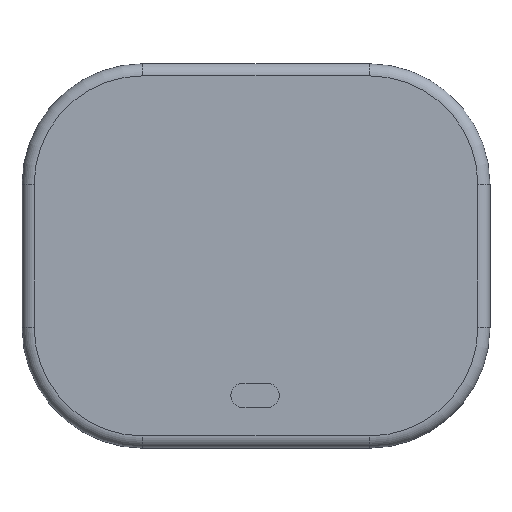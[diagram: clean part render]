
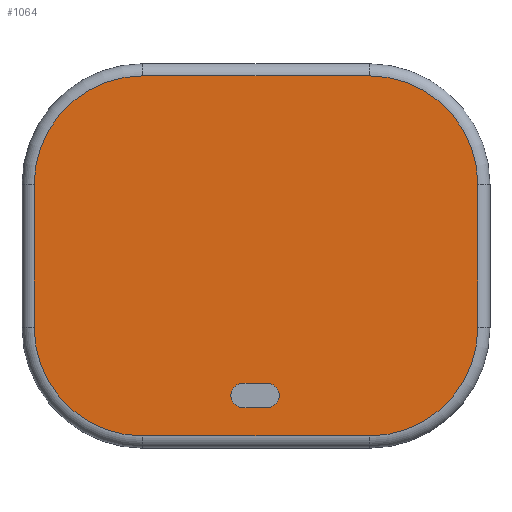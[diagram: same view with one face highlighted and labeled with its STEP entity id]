
A CAD part, top view. The second image highlights one B-rep face of the part: STEP entity #1064.
In plain terms, the highlighted planar face has unit normal (0, 0, 1).
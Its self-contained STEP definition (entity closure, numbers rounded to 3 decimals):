
#944=CARTESIAN_POINT('',(0.,0.,30.));
#945=DIRECTION('',(0.,0.,-1.));
#946=DIRECTION('',(0.,-1.,0.));
#947=AXIS2_PLACEMENT_3D('',#944,#945,#946);
#948=PLANE('',#947);
#949=CARTESIAN_POINT('',(-91.79,-29.48,30.));
#950=VERTEX_POINT('',#949);
#951=CARTESIAN_POINT('',(-46.79,-74.48,30.));
#952=VERTEX_POINT('',#951);
#953=CARTESIAN_POINT('',(-46.79,-29.48,30.));
#954=DIRECTION('',(-0.,-0.,1.));
#955=DIRECTION('',(-1.,0.,0.));
#956=AXIS2_PLACEMENT_3D('',#953,#954,#955);
#957=CIRCLE('',#956,45.);
#958=EDGE_CURVE('',#950,#952,#957,.T.);
#959=ORIENTED_EDGE('',*,*,#958,.T.);
#960=CARTESIAN_POINT('',(46.79,-74.48,30.));
#961=VERTEX_POINT('',#960);
#962=CARTESIAN_POINT('',(-46.79,-74.48,30.));
#963=DIRECTION('',(1.,-0.,-0.));
#964=VECTOR('',#963,93.58);
#965=LINE('',#962,#964);
#966=EDGE_CURVE('',#952,#961,#965,.T.);
#967=ORIENTED_EDGE('',*,*,#966,.T.);
#968=CARTESIAN_POINT('',(91.79,-29.48,30.));
#969=VERTEX_POINT('',#968);
#970=CARTESIAN_POINT('',(46.79,-29.48,30.));
#971=DIRECTION('',(-0.,-0.,1.));
#972=DIRECTION('',(-1.,0.,0.));
#973=AXIS2_PLACEMENT_3D('',#970,#971,#972);
#974=CIRCLE('',#973,45.);
#975=EDGE_CURVE('',#961,#969,#974,.T.);
#976=ORIENTED_EDGE('',*,*,#975,.T.);
#977=CARTESIAN_POINT('',(91.79,29.48,30.));
#978=VERTEX_POINT('',#977);
#979=CARTESIAN_POINT('',(91.79,-29.48,30.));
#980=DIRECTION('',(-0.,1.,-0.));
#981=VECTOR('',#980,58.96);
#982=LINE('',#979,#981);
#983=EDGE_CURVE('',#969,#978,#982,.T.);
#984=ORIENTED_EDGE('',*,*,#983,.T.);
#985=CARTESIAN_POINT('',(46.79,74.48,30.));
#986=VERTEX_POINT('',#985);
#987=CARTESIAN_POINT('',(46.79,29.48,30.));
#988=DIRECTION('',(-0.,-0.,1.));
#989=DIRECTION('',(-1.,0.,0.));
#990=AXIS2_PLACEMENT_3D('',#987,#988,#989);
#991=CIRCLE('',#990,45.);
#992=EDGE_CURVE('',#978,#986,#991,.T.);
#993=ORIENTED_EDGE('',*,*,#992,.T.);
#994=CARTESIAN_POINT('',(-46.79,74.48,30.));
#995=VERTEX_POINT('',#994);
#996=CARTESIAN_POINT('',(46.79,74.48,30.));
#997=DIRECTION('',(-1.,-0.,0.));
#998=VECTOR('',#997,93.58);
#999=LINE('',#996,#998);
#1000=EDGE_CURVE('',#986,#995,#999,.T.);
#1001=ORIENTED_EDGE('',*,*,#1000,.T.);
#1002=CARTESIAN_POINT('',(-91.79,29.48,30.));
#1003=VERTEX_POINT('',#1002);
#1004=CARTESIAN_POINT('',(-46.79,29.48,30.));
#1005=DIRECTION('',(-0.,-0.,1.));
#1006=DIRECTION('',(-1.,0.,0.));
#1007=AXIS2_PLACEMENT_3D('',#1004,#1005,#1006);
#1008=CIRCLE('',#1007,45.);
#1009=EDGE_CURVE('',#995,#1003,#1008,.T.);
#1010=ORIENTED_EDGE('',*,*,#1009,.T.);
#1011=CARTESIAN_POINT('',(-91.79,29.48,30.));
#1012=DIRECTION('',(-0.,-1.,-0.));
#1013=VECTOR('',#1012,58.96);
#1014=LINE('',#1011,#1013);
#1015=EDGE_CURVE('',#1003,#950,#1014,.T.);
#1016=ORIENTED_EDGE('',*,*,#1015,.T.);
#1017=EDGE_LOOP('',(#959,#967,#976,#984,#993,#1001,#1010,#1016));
#1018=FACE_BOUND('',#1017,.T.);
#1019=CARTESIAN_POINT('',(4.617,-52.72,30.));
#1020=VERTEX_POINT('',#1019);
#1021=CARTESIAN_POINT('',(-5.383,-52.72,30.));
#1022=VERTEX_POINT('',#1021);
#1023=CARTESIAN_POINT('',(4.617,-52.72,30.));
#1024=DIRECTION('',(-1.,0.,0.));
#1025=VECTOR('',#1024,10.);
#1026=LINE('',#1023,#1025);
#1027=EDGE_CURVE('',#1020,#1022,#1026,.T.);
#1028=ORIENTED_EDGE('',*,*,#1027,.F.);
#1029=CARTESIAN_POINT('',(4.617,-62.72,30.));
#1030=VERTEX_POINT('',#1029);
#1031=CARTESIAN_POINT('',(4.617,-57.72,30.));
#1032=DIRECTION('',(0.,0.,1.));
#1033=DIRECTION('',(-1.,0.,0.));
#1034=AXIS2_PLACEMENT_3D('',#1031,#1032,#1033);
#1035=CIRCLE('',#1034,5.);
#1036=EDGE_CURVE('',#1030,#1020,#1035,.T.);
#1037=ORIENTED_EDGE('',*,*,#1036,.F.);
#1038=CARTESIAN_POINT('',(-5.383,-62.72,30.));
#1039=VERTEX_POINT('',#1038);
#1040=CARTESIAN_POINT('',(-5.383,-62.72,30.));
#1041=DIRECTION('',(1.,0.,-0.));
#1042=VECTOR('',#1041,10.);
#1043=LINE('',#1040,#1042);
#1044=EDGE_CURVE('',#1039,#1030,#1043,.T.);
#1045=ORIENTED_EDGE('',*,*,#1044,.F.);
#1046=CARTESIAN_POINT('',(-10.383,-57.72,30.));
#1047=VERTEX_POINT('',#1046);
#1048=CARTESIAN_POINT('',(-5.383,-57.72,30.));
#1049=DIRECTION('',(0.,0.,1.));
#1050=DIRECTION('',(-1.,0.,0.));
#1051=AXIS2_PLACEMENT_3D('',#1048,#1049,#1050);
#1052=CIRCLE('',#1051,5.);
#1053=EDGE_CURVE('',#1047,#1039,#1052,.T.);
#1054=ORIENTED_EDGE('',*,*,#1053,.F.);
#1055=CARTESIAN_POINT('',(-5.383,-57.72,30.));
#1056=DIRECTION('',(0.,0.,1.));
#1057=DIRECTION('',(-1.,0.,0.));
#1058=AXIS2_PLACEMENT_3D('',#1055,#1056,#1057);
#1059=CIRCLE('',#1058,5.);
#1060=EDGE_CURVE('',#1022,#1047,#1059,.T.);
#1061=ORIENTED_EDGE('',*,*,#1060,.F.);
#1062=EDGE_LOOP('',(#1028,#1037,#1045,#1054,#1061));
#1063=FACE_BOUND('',#1062,.T.);
#1064=ADVANCED_FACE('',(#1018,#1063),#948,.F.);
